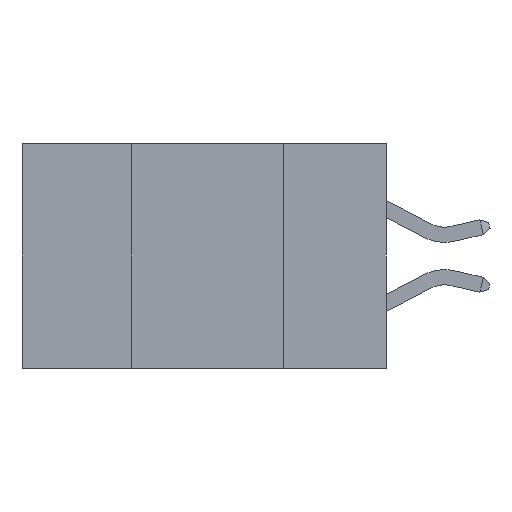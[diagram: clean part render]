
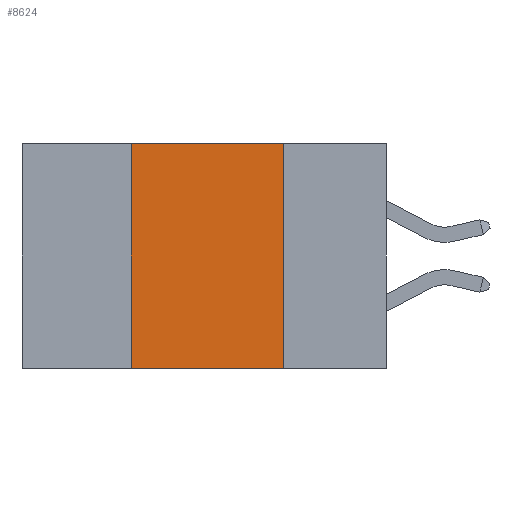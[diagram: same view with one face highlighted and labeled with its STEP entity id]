
A CAD part, left-side view. The second image highlights one B-rep face of the part: STEP entity #8624.
In plain terms, the highlighted planar face has unit normal (-1, 0, 0).
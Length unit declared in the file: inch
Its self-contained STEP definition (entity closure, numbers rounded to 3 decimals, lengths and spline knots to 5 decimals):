
#506 = CARTESIAN_POINT ( 'NONE',  ( 0., 0.42, -0.37 ) ) ;
#896 = LINE ( 'NONE', #506, #14567 ) ;
#1380 = VERTEX_POINT ( 'NONE', #21212 ) ;
#1659 = CARTESIAN_POINT ( 'NONE',  ( 0., 0.6, -0.37 ) ) ;
#2723 = DIRECTION ( 'NONE',  ( 0., -1., 0. ) ) ;
#6859 = CARTESIAN_POINT ( 'NONE',  ( 0., 0.6, 0. ) ) ;
#7618 = CARTESIAN_POINT ( 'NONE',  ( 0., 0.42, 0. ) ) ;
#8537 = VERTEX_POINT ( 'NONE', #7618 ) ;
#8624 = ADVANCED_FACE ( 'NONE', ( #22444 ), #12551, .F. ) ;
#11806 = DIRECTION ( 'NONE',  ( 0., -1., 0. ) ) ;
#12041 = VECTOR ( 'NONE', #2723, 39.37008 ) ;
#12065 = CARTESIAN_POINT ( 'NONE',  ( 0., 0.17, -0.37 ) ) ;
#12551 = PLANE ( 'NONE',  #14888 ) ;
#13965 = ORIENTED_EDGE ( 'NONE', *, *, #23226, .T. ) ;
#14030 = ORIENTED_EDGE ( 'NONE', *, *, #24296, .F. ) ;
#14071 = LINE ( 'NONE', #1659, #17564 ) ;
#14554 = VECTOR ( 'NONE', #26352, 39.37008 ) ;
#14567 = VECTOR ( 'NONE', #17068, 39.37008 ) ;
#14888 = AXIS2_PLACEMENT_3D ( 'NONE', #24582, #24316, #20706 ) ;
#14930 = EDGE_CURVE ( 'NONE', #8537, #16469, #22895, .T. ) ;
#15685 = VERTEX_POINT ( 'NONE', #16402 ) ;
#15949 = CARTESIAN_POINT ( 'NONE',  ( 0., 0.17, 0. ) ) ;
#16402 = CARTESIAN_POINT ( 'NONE',  ( 0., 0.17, -0.37 ) ) ;
#16469 = VERTEX_POINT ( 'NONE', #15949 ) ;
#17068 = DIRECTION ( 'NONE',  ( 0., 0., 1. ) ) ;
#17564 = VECTOR ( 'NONE', #11806, 39.37008 ) ;
#19475 = EDGE_LOOP ( 'NONE', ( #25917, #23593, #14030, #13965 ) ) ;
#20706 = DIRECTION ( 'NONE',  ( 0., 0., -1. ) ) ;
#21212 = CARTESIAN_POINT ( 'NONE',  ( 0., 0.42, -0.37 ) ) ;
#22153 = EDGE_CURVE ( 'NONE', #16469, #15685, #22211, .T. ) ;
#22211 = LINE ( 'NONE', #12065, #14554 ) ;
#22444 = FACE_OUTER_BOUND ( 'NONE', #19475, .T. ) ;
#22895 = LINE ( 'NONE', #6859, #12041 ) ;
#23226 = EDGE_CURVE ( 'NONE', #1380, #15685, #14071, .T. ) ;
#23593 = ORIENTED_EDGE ( 'NONE', *, *, #14930, .F. ) ;
#24296 = EDGE_CURVE ( 'NONE', #1380, #8537, #896, .T. ) ;
#24316 = DIRECTION ( 'NONE',  ( 1., 0., 0. ) ) ;
#24582 = CARTESIAN_POINT ( 'NONE',  ( 0., 0.6, 0. ) ) ;
#25917 = ORIENTED_EDGE ( 'NONE', *, *, #22153, .F. ) ;
#26352 = DIRECTION ( 'NONE',  ( 0., 0., -1. ) ) ;
